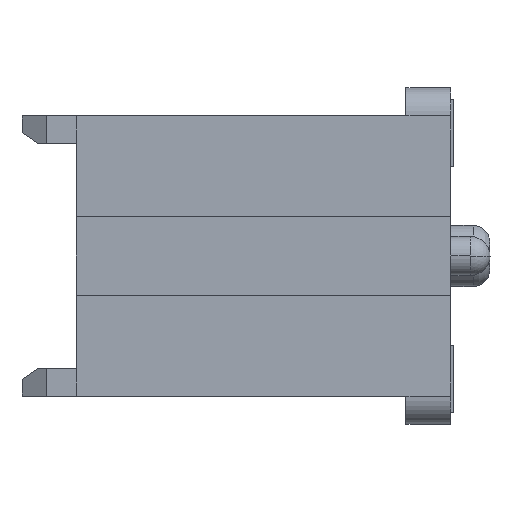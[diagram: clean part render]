
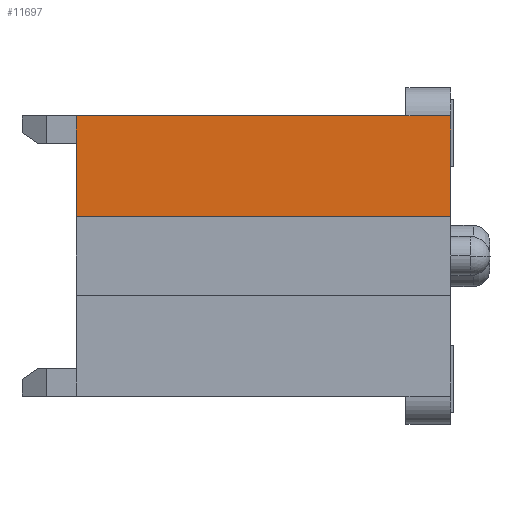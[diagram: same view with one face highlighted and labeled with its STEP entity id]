
A CAD part, left-side view. The second image highlights one B-rep face of the part: STEP entity #11697.
In plain terms, the highlighted planar face has unit normal (-1, 0, 0).
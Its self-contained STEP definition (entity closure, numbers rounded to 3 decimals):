
#238=DIRECTION('',(0.,0.,1.));
#239=VECTOR('',#238,1.8);
#240=CARTESIAN_POINT('',(-18.9,0.,0.7));
#241=LINE('9127',#240,#239);
#273=DIRECTION('',(0.,1.,0.));
#274=VECTOR('',#273,0.2);
#275=CARTESIAN_POINT('',(-18.9,0.,2.5));
#276=LINE('9146',#275,#274);
#277=DIRECTION('',(0.,1.,0.));
#278=VECTOR('',#277,0.6);
#279=CARTESIAN_POINT('',(-18.9,0.2,2.5));
#280=LINE('9147',#279,#278);
#281=DIRECTION('',(0.,1.,0.));
#282=VECTOR('',#281,6.68);
#283=CARTESIAN_POINT('',(-18.9,0.,0.7));
#284=LINE('9149',#283,#282);
#285=DIRECTION('',(0.,-1.,0.));
#286=VECTOR('',#285,5.88);
#287=CARTESIAN_POINT('',(-18.9,6.68,2.5));
#288=LINE('9151',#287,#286);
#8115=DIRECTION('',(0.,0.,-1.));
#8116=VECTOR('',#8115,1.8);
#8117=CARTESIAN_POINT('',(-18.9,6.68,2.5));
#8118=LINE('9150',#8117,#8116);
#8845=CARTESIAN_POINT('',(-18.9,0.,0.7));
#8846=VERTEX_POINT('',#8845);
#8847=CARTESIAN_POINT('',(-18.9,0.,2.5));
#8848=VERTEX_POINT('',#8847);
#8855=CARTESIAN_POINT('',(-18.9,0.2,2.5));
#8856=VERTEX_POINT('',#8855);
#8857=CARTESIAN_POINT('',(-18.9,0.8,2.5));
#8858=VERTEX_POINT('',#8857);
#8859=CARTESIAN_POINT('',(-18.9,6.68,0.7));
#8860=VERTEX_POINT('',#8859);
#8861=CARTESIAN_POINT('',(-18.9,6.68,2.5));
#8862=VERTEX_POINT('',#8861);
#11681=CARTESIAN_POINT('',(-18.9,3.44,1.6));
#11682=DIRECTION('',(1.,0.,0.));
#11683=DIRECTION('',(0.,0.,1.));
#11684=AXIS2_PLACEMENT_3D('',#11681,#11682,#11683);
#11685=PLANE('11828',#11684);
#11686=ORIENTED_EDGE('9147',*,*,#11674,.F.);
#11687=ORIENTED_EDGE('9146',*,*,#11672,.F.);
#11688=ORIENTED_EDGE('9127',*,*,#11635,.F.);
#11690=ORIENTED_EDGE('9149',*,*,#11689,.T.);
#11692=ORIENTED_EDGE('9150',*,*,#11691,.F.);
#11694=ORIENTED_EDGE('9151',*,*,#11693,.T.);
#11695=EDGE_LOOP('11828',(#11686,#11687,#11688,#11690,#11692,#11694));
#11696=FACE_OUTER_BOUND('11828',#11695,.F.);
#11635=EDGE_CURVE('9127',#8846,#8848,#241,.T.);
#11672=EDGE_CURVE('9146',#8848,#8856,#276,.T.);
#11674=EDGE_CURVE('9147',#8856,#8858,#280,.T.);
#11689=EDGE_CURVE('9149',#8846,#8860,#284,.T.);
#11691=EDGE_CURVE('9150',#8862,#8860,#8118,.T.);
#11693=EDGE_CURVE('9151',#8862,#8858,#288,.T.);
#11697=ADVANCED_FACE('11828',(#11696),#11685,.F.);
